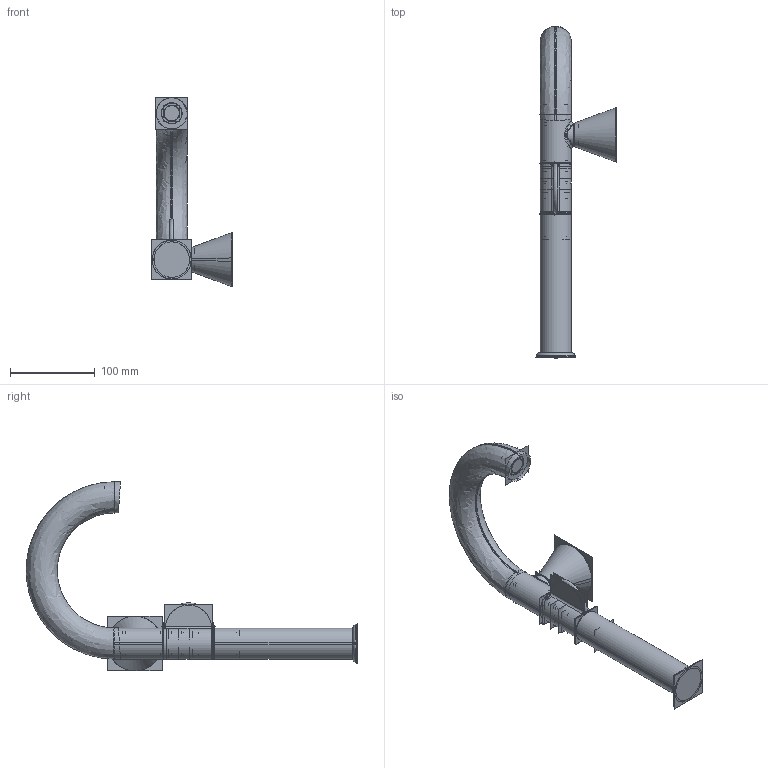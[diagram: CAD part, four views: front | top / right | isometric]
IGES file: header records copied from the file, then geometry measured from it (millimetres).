
Start section:  PTC IGES file: a42767_asm.igs
Global section: file name: a42767_asm.igs; native system: Creo Parametric by PTC Inc.; preprocessor: 2017380; author: yasemin.dundar; organization: Unknown; date: 20210411.222542; units: millimetre
Bounding box: 95.76 x 392.13 x 224.44 mm (x, y, z)
Surface area: 429622.5 mm2 (no closed solid volume)
Topology: 0 solids, 0 shells, 1957 faces, 28909 edges, 37960 vertices
Faces by surface type: revolution 1081, bspline 876
